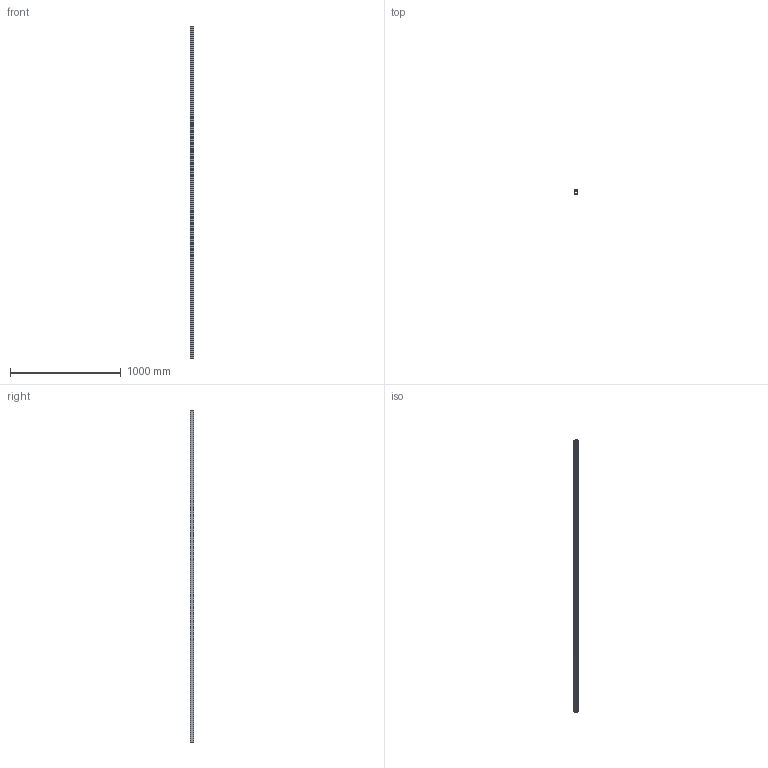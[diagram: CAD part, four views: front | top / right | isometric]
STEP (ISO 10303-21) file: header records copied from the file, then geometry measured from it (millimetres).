
FILE_DESCRIPTION(/* description */ (''),/* implementation_level */ '2;1');
FILE_NAME(/* name */ '16456.stp',/* time_stamp */ '2019-08-13T10:47:38+02:00',/* author */ ('Marc'),/* organization */ (''),/* preprocessor_version */ 'ST-DEVELOPER v17.2',/* originating_system */ 'Autodesk Inventor 2019',/* authorisation */ '');
FILE_SCHEMA (('AUTOMOTIVE_DESIGN { 1 0 10303 214 3 1 1 }'));
Length unit declared in the file: millimetre
Products named in the file (1): 16456
Bounding box: 30.5 x 32.4 x 3000 mm (x, y, z)
Volume: 866821.3 mm3; surface area: 662153.1 mm2
Topology: 1 solids, 1 shells, 66 faces, 192 edges, 128 vertices
Faces by surface type: cylinder 34, plane 32
Entity records: 2245 total; most frequent: DIRECTION 394, CARTESIAN_POINT 387, ORIENTED_EDGE 384, EDGE_CURVE 192, AXIS2_PLACEMENT_3D 135, VERTEX_POINT 128, LINE 124, VECTOR 124
